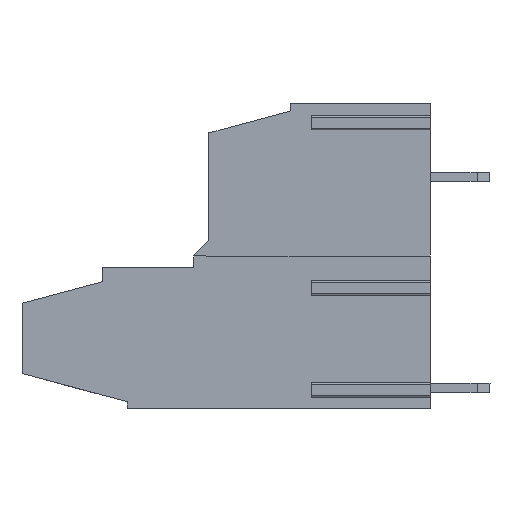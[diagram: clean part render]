
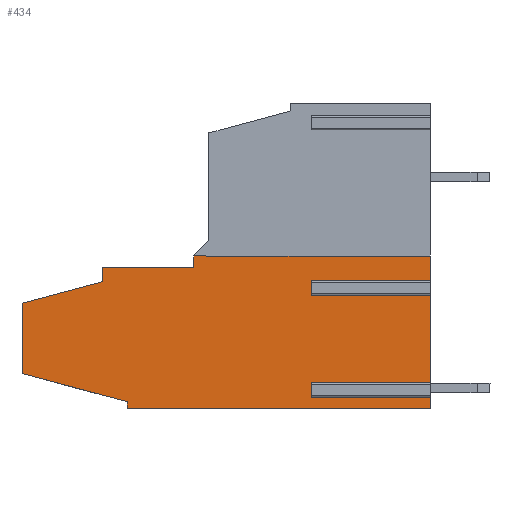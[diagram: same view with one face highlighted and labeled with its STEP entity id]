
A CAD part, left-side view. The second image highlights one B-rep face of the part: STEP entity #434.
In plain terms, the highlighted planar face has unit normal (-1, 0, 0).
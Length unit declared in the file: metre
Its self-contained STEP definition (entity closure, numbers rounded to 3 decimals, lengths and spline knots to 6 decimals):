
#434=ADVANCED_FACE('',(#972),#973,.T.);
#972=FACE_OUTER_BOUND('',#1599,.T.);
#973=PLANE('',#1600);
#1599=EDGE_LOOP('',(#2910,#2911,#2912,#2913,#2914,#2915,#2916,#2917,#2918,#2919,#2920,#2921,#2922,#2923,#2924,#2925,#2926,#2927));
#1600=AXIS2_PLACEMENT_3D('',#2928,#2929,#2930);
#2910=ORIENTED_EDGE('',*,*,#4231,.T.);
#2911=ORIENTED_EDGE('',*,*,#4232,.F.);
#2912=ORIENTED_EDGE('',*,*,#4233,.F.);
#2913=ORIENTED_EDGE('',*,*,#4084,.T.);
#2914=ORIENTED_EDGE('',*,*,#3726,.T.);
#2915=ORIENTED_EDGE('',*,*,#4158,.T.);
#2916=ORIENTED_EDGE('',*,*,#4197,.T.);
#2917=ORIENTED_EDGE('',*,*,#4234,.T.);
#2918=ORIENTED_EDGE('',*,*,#4032,.T.);
#2919=ORIENTED_EDGE('',*,*,#3891,.T.);
#2920=ORIENTED_EDGE('',*,*,#4235,.T.);
#2921=ORIENTED_EDGE('',*,*,#4207,.T.);
#2922=ORIENTED_EDGE('',*,*,#4181,.T.);
#2923=ORIENTED_EDGE('',*,*,#4094,.T.);
#2924=ORIENTED_EDGE('',*,*,#4236,.T.);
#2925=ORIENTED_EDGE('',*,*,#4237,.F.);
#2926=ORIENTED_EDGE('',*,*,#3945,.F.);
#2927=ORIENTED_EDGE('',*,*,#4088,.T.);
#2928=CARTESIAN_POINT('',(0.0025,0.026338,-0.020338));
#2929=DIRECTION('',(-1.0,0.,0.));
#2930=DIRECTION('',(0.,0.0,1.0));
#3726=EDGE_CURVE('',#4444,#4449,#4451,.T.);
#3891=EDGE_CURVE('',#4739,#4740,#4741,.T.);
#3945=EDGE_CURVE('',#4830,#4826,#4832,.T.);
#4032=EDGE_CURVE('',#4967,#4739,#4968,.T.);
#4084=EDGE_CURVE('',#5042,#4444,#5043,.T.);
#4088=EDGE_CURVE('',#4830,#5046,#5048,.T.);
#4094=EDGE_CURVE('',#5059,#5057,#5060,.T.);
#4158=EDGE_CURVE('',#4449,#5155,#5157,.T.);
#4181=EDGE_CURVE('',#5190,#5059,#5191,.T.);
#4197=EDGE_CURVE('',#5155,#5210,#5212,.T.);
#4207=EDGE_CURVE('',#5224,#5190,#5225,.T.);
#4231=EDGE_CURVE('',#5046,#5254,#5255,.T.);
#4232=EDGE_CURVE('',#5256,#5254,#5257,.T.);
#4233=EDGE_CURVE('',#5042,#5256,#5258,.T.);
#4234=EDGE_CURVE('',#5210,#4967,#5259,.T.);
#4235=EDGE_CURVE('',#4740,#5224,#5260,.T.);
#4236=EDGE_CURVE('',#5057,#5261,#5262,.T.);
#4237=EDGE_CURVE('',#4826,#5261,#5263,.T.);
#4444=VERTEX_POINT('',#5503);
#4449=VERTEX_POINT('',#5510);
#4451=LINE('',#5513,#5514);
#4739=VERTEX_POINT('',#5905);
#4740=VERTEX_POINT('',#5906);
#4741=LINE('',#5907,#5908);
#4826=VERTEX_POINT('',#6029);
#4830=VERTEX_POINT('',#6034);
#4832=LINE('',#6036,#6037);
#4967=VERTEX_POINT('',#6225);
#4968=LINE('',#6226,#6227);
#5042=VERTEX_POINT('',#6357);
#5043=LINE('',#6358,#6359);
#5046=VERTEX_POINT('',#6362);
#5048=LINE('',#6364,#6365);
#5057=VERTEX_POINT('',#6376);
#5059=VERTEX_POINT('',#6378);
#5060=LINE('',#6379,#6380);
#5155=VERTEX_POINT('',#6518);
#5157=LINE('',#6521,#6522);
#5190=VERTEX_POINT('',#6570);
#5191=LINE('',#6571,#6572);
#5210=VERTEX_POINT('',#6602);
#5212=LINE('',#6605,#6606);
#5224=VERTEX_POINT('',#6624);
#5225=LINE('',#6625,#6626);
#5254=VERTEX_POINT('',#6667);
#5255=LINE('',#6668,#6669);
#5256=VERTEX_POINT('',#6670);
#5257=LINE('',#6671,#6672);
#5258=LINE('',#6673,#6674);
#5259=LINE('',#6675,#6676);
#5260=LINE('',#6677,#6678);
#5261=VERTEX_POINT('',#6679);
#5262=LINE('',#6680,#6681);
#5263=LINE('',#6682,#6683);
#5503=CARTESIAN_POINT('',(0.0025,0.,-0.011));
#5510=CARTESIAN_POINT('',(0.0025,0.0171,-0.011));
#5513=CARTESIAN_POINT('',(0.0025,0.026338,-0.011));
#5514=VECTOR('',#6976,1.0);
#5905=CARTESIAN_POINT('',(0.0025,0.0295,-0.01441));
#5906=CARTESIAN_POINT('',(0.0025,0.0295,-0.01949));
#5907=CARTESIAN_POINT('',(0.0025,0.0295,-0.01949));
#5908=VECTOR('',#7176,1.0);
#6029=CARTESIAN_POINT('',(0.0025,0.0086,-0.02017));
#6034=CARTESIAN_POINT('',(0.0025,0.,-0.02017));
#6036=CARTESIAN_POINT('',(0.0025,0.,-0.02017));
#6037=VECTOR('',#7232,1.0);
#6225=CARTESIAN_POINT('',(0.0025,0.0237,-0.012854));
#6226=CARTESIAN_POINT('',(0.0025,0.0295,-0.01441));
#6227=VECTOR('',#7319,1.0);
#6357=CARTESIAN_POINT('',(0.0025,0.,-0.01282));
#6358=CARTESIAN_POINT('',(0.0025,0.,0.));
#6359=VECTOR('',#7374,1.0);
#6362=CARTESIAN_POINT('',(0.0025,0.,-0.01384));
#6364=CARTESIAN_POINT('',(0.0025,0.,0.));
#6365=VECTOR('',#7384,1.0);
#6376=CARTESIAN_POINT('',(0.0025,0.,-0.02119));
#6378=CARTESIAN_POINT('',(0.0025,0.,-0.022));
#6379=CARTESIAN_POINT('',(0.0025,0.,0.));
#6380=VECTOR('',#7396,1.0);
#6518=CARTESIAN_POINT('',(0.0025,0.0171,-0.0118));
#6521=CARTESIAN_POINT('',(0.0025,0.0171,-0.01185));
#6522=VECTOR('',#7465,1.0);
#6570=CARTESIAN_POINT('',(0.0025,0.0219,-0.022));
#6571=CARTESIAN_POINT('',(0.0025,0.,-0.022));
#6572=VECTOR('',#7484,1.0);
#6602=CARTESIAN_POINT('',(0.0025,0.0237,-0.0118));
#6605=CARTESIAN_POINT('',(0.0025,0.0235,-0.0118));
#6606=VECTOR('',#7497,1.0);
#6624=CARTESIAN_POINT('',(0.0025,0.0219,-0.021527));
#6625=CARTESIAN_POINT('',(0.0025,0.0219,-0.022));
#6626=VECTOR('',#7504,1.0);
#6667=CARTESIAN_POINT('',(0.0025,0.0086,-0.01384));
#6668=CARTESIAN_POINT('',(0.0025,0.,-0.01384));
#6669=VECTOR('',#7526,1.0);
#6670=CARTESIAN_POINT('',(0.0025,0.0086,-0.01282));
#6671=CARTESIAN_POINT('',(0.0025,0.0086,-0.01384));
#6672=VECTOR('',#7527,1.0);
#6673=CARTESIAN_POINT('',(0.0025,0.,-0.01282));
#6674=VECTOR('',#7528,1.0);
#6675=CARTESIAN_POINT('',(0.0025,0.0237,-0.0128));
#6676=VECTOR('',#7529,1.0);
#6677=CARTESIAN_POINT('',(0.0025,0.022,-0.0215));
#6678=VECTOR('',#7530,1.0);
#6679=CARTESIAN_POINT('',(0.0025,0.0086,-0.02119));
#6680=CARTESIAN_POINT('',(0.0025,0.,-0.02119));
#6681=VECTOR('',#7531,1.0);
#6682=CARTESIAN_POINT('',(0.0025,0.0086,-0.02119));
#6683=VECTOR('',#7532,1.0);
#6976=DIRECTION('',(0.,1.0,0.));
#7176=DIRECTION('',(0.,0.,-1.0));
#7232=DIRECTION('',(0.,1.0,0.));
#7319=DIRECTION('',(0.,0.966,-0.259));
#7374=DIRECTION('',(0.,0.,1.0));
#7384=DIRECTION('',(0.,0.,1.0));
#7396=DIRECTION('',(0.,0.,1.0));
#7465=DIRECTION('',(0.,0.,-1.0));
#7484=DIRECTION('',(0.,-1.0,0.));
#7497=DIRECTION('',(0.,1.0,0.));
#7504=DIRECTION('',(0.,0.,-1.0));
#7526=DIRECTION('',(0.,1.0,0.));
#7527=DIRECTION('',(0.,0.,-1.0));
#7528=DIRECTION('',(0.,1.0,0.));
#7529=DIRECTION('',(0.,0.,-1.0));
#7530=DIRECTION('',(0.,-0.966,-0.259));
#7531=DIRECTION('',(0.,1.0,0.));
#7532=DIRECTION('',(0.,0.,-1.0));
